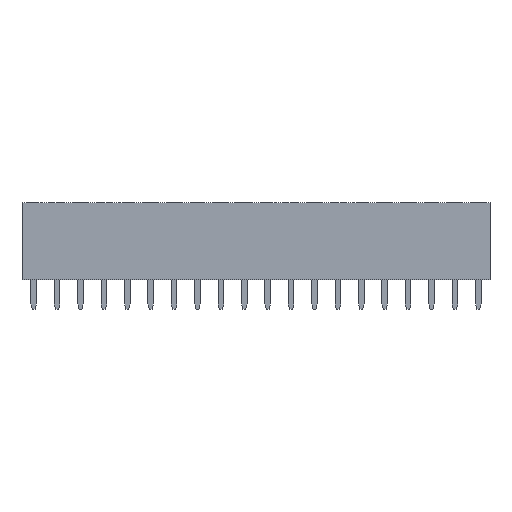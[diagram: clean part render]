
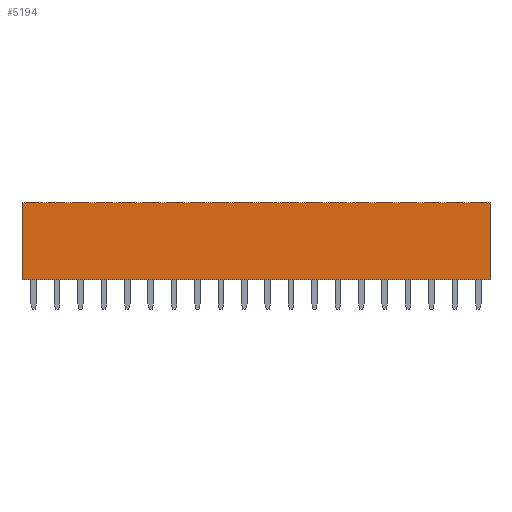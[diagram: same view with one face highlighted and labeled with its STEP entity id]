
A CAD part, top view. The second image highlights one B-rep face of the part: STEP entity #5194.
In plain terms, the highlighted planar face has unit normal (0, 0, 1).
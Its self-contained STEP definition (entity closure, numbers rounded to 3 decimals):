
#354 = VECTOR ( 'NONE', #2590, 1000. ) ;
#1490 = ORIENTED_EDGE ( 'NONE', *, *, #16663, .T. ) ;
#1989 = DIRECTION ( 'NONE',  ( 0., 1., 0. ) ) ;
#2033 = EDGE_CURVE ( 'NONE', #12281, #2804, #15318, .T. ) ;
#2570 = DIRECTION ( 'NONE',  ( 0., 1., 0. ) ) ;
#2590 = DIRECTION ( 'NONE',  ( -1., 0., 0. ) ) ;
#2804 = VERTEX_POINT ( 'NONE', #17176 ) ;
#2889 = CARTESIAN_POINT ( 'NONE',  ( 49.53, 0., 1.27 ) ) ;
#3886 = FACE_OUTER_BOUND ( 'NONE', #10698, .T. ) ;
#5194 = ADVANCED_FACE ( 'NONE', ( #3886 ), #11622, .T. ) ;
#5311 = CARTESIAN_POINT ( 'NONE',  ( 49.53, 8.4, 1.27 ) ) ;
#5448 = ORIENTED_EDGE ( 'NONE', *, *, #2033, .T. ) ;
#6045 = LINE ( 'NONE', #9575, #6690 ) ;
#6227 = CARTESIAN_POINT ( 'NONE',  ( 1.27, 0., 1.27 ) ) ;
#6611 = VERTEX_POINT ( 'NONE', #18072 ) ;
#6690 = VECTOR ( 'NONE', #11054, 1000. ) ;
#6905 = CARTESIAN_POINT ( 'NONE',  ( -1.27, 0., 1.27 ) ) ;
#9387 = ORIENTED_EDGE ( 'NONE', *, *, #11615, .F. ) ;
#9575 = CARTESIAN_POINT ( 'NONE',  ( -1.27, 0., 1.27 ) ) ;
#10303 = CARTESIAN_POINT ( 'NONE',  ( 49.53, 0., 1.27 ) ) ;
#10698 = EDGE_LOOP ( 'NONE', ( #5448, #9387, #13072, #1490 ) ) ;
#10782 = VERTEX_POINT ( 'NONE', #2889 ) ;
#11054 = DIRECTION ( 'NONE',  ( 1., 0., 0. ) ) ;
#11572 = CARTESIAN_POINT ( 'NONE',  ( 49.53, 8.4, 1.27 ) ) ;
#11615 = EDGE_CURVE ( 'NONE', #6611, #2804, #17988, .T. ) ;
#11622 = PLANE ( 'NONE',  #12734 ) ;
#11819 = VECTOR ( 'NONE', #2570, 1000. ) ;
#12281 = VERTEX_POINT ( 'NONE', #11572 ) ;
#12734 = AXIS2_PLACEMENT_3D ( 'NONE', #6227, #13251, #14689 ) ;
#13072 = ORIENTED_EDGE ( 'NONE', *, *, #17388, .T. ) ;
#13251 = DIRECTION ( 'NONE',  ( 0., 0., 1. ) ) ;
#14689 = DIRECTION ( 'NONE',  ( 1., 0., 0. ) ) ;
#14857 = LINE ( 'NONE', #10303, #17093 ) ;
#15318 = LINE ( 'NONE', #5311, #354 ) ;
#16663 = EDGE_CURVE ( 'NONE', #10782, #12281, #14857, .T. ) ;
#17093 = VECTOR ( 'NONE', #1989, 1000. ) ;
#17176 = CARTESIAN_POINT ( 'NONE',  ( -1.27, 8.4, 1.27 ) ) ;
#17388 = EDGE_CURVE ( 'NONE', #6611, #10782, #6045, .T. ) ;
#17988 = LINE ( 'NONE', #6905, #11819 ) ;
#18072 = CARTESIAN_POINT ( 'NONE',  ( -1.27, 0., 1.27 ) ) ;
